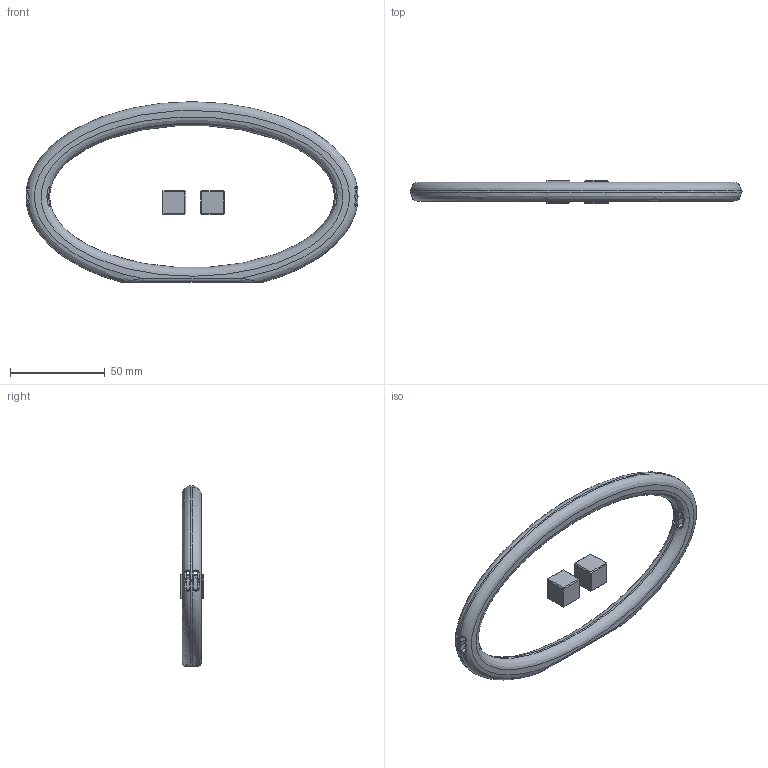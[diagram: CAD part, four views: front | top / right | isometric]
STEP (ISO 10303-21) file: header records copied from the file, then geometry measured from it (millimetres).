
FILE_DESCRIPTION(/* description */ ('STEP AP242','CAx-IF Rec.Pracs.---Representation and Presentation of Product Manufacturing Information (PMI)---4.0---2014-10-13','CAx-IF Rec.Pracs.---3D Tessellated Geometry---0.4---2014-09-14','2;1'),/* implementation_level */ '2;1');
FILE_NAME(/* name */ '66b6c59ec8af0930f4bbd931',/* time_stamp */ '2024-08-10T01:42:55Z',/* author */ (''),/* organization */ (''),/* preprocessor_version */ 'ST-DEVELOPER v20',/* originating_system */ ' ',/* authorisation */ ' ');
FILE_SCHEMA (('AP242_MANAGED_MODEL_BASED_3D_ENGINEERING_MIM_LF { 1 0 10303 442 1 1 4 }'));
Length unit declared in the file: metre
Products named in the file (4): Magnetic Ellipse; Cuboid Plug; Cuboid Body; Mini Magno Piece
Assembly tree (5 placements, depth 2):
  Magnetic Ellipse
    Cuboid Plug  x2
    Cuboid Body  x2
    Mini Magno Piece
Bounding box: 175 x 12.61 x 95.18 mm (x, y, z)
Volume: 42762.3 mm3; surface area: 18650.6 mm2
Topology: 5 solids, 5 shells, 233 faces, 541 edges, 314 vertices
Faces by surface type: bspline 106, plane 79, cylinder 44, cone 4
Full cylindrical faces by diameter (mm): 1 x2, 3 x2, 10.25 x4
Entity records: 8450 total; most frequent: CARTESIAN_POINT 4661, ORIENTED_EDGE 928, DIRECTION 526, EDGE_CURVE 464, VERTEX_POINT 276, B_SPLINE_CURVE_WITH_KNOTS 246, EDGE_LOOP 212, FACE_BOUND 212
